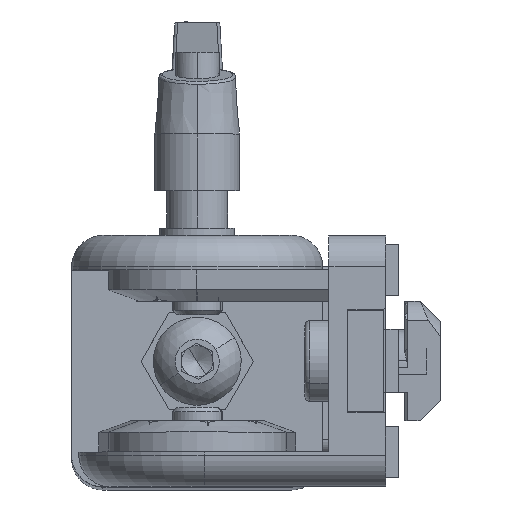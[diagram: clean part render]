
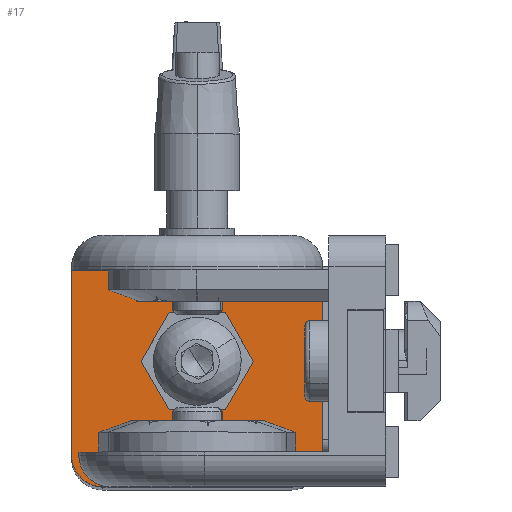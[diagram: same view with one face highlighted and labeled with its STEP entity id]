
A CAD part, top view. The second image highlights one B-rep face of the part: STEP entity #17.
In plain terms, the highlighted face is planar.
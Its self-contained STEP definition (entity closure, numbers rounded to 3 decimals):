
#17 = ADVANCED_FACE ( 'NONE', ( #25460, #11248, #1401 ), #6332, .F. ) ;
#179 = VERTEX_POINT ( 'NONE', #11957 ) ;
#326 = ORIENTED_EDGE ( 'NONE', *, *, #19427, .F. ) ;
#377 = VECTOR ( 'NONE', #29456, 1000. ) ;
#521 = VECTOR ( 'NONE', #12959, 1000. ) ;
#1131 = VERTEX_POINT ( 'NONE', #5371 ) ;
#1243 = CARTESIAN_POINT ( 'NONE',  ( -4.474, 9., -7.75 ) ) ;
#1307 = ORIENTED_EDGE ( 'NONE', *, *, #13650, .F. ) ;
#1401 = FACE_BOUND ( 'NONE', #20939, .T. ) ;
#1611 = EDGE_CURVE ( 'NONE', #18048, #16513, #6747, .T. ) ;
#1764 = EDGE_CURVE ( 'NONE', #23187, #27969, #29325, .T. ) ;
#1804 = VERTEX_POINT ( 'NONE', #25213 ) ;
#2021 = EDGE_CURVE ( 'NONE', #27969, #19730, #24072, .T. ) ;
#2403 = ORIENTED_EDGE ( 'NONE', *, *, #1764, .T. ) ;
#2475 = CARTESIAN_POINT ( 'NONE',  ( -15.65, 9., -14.5 ) ) ;
#3020 = ORIENTED_EDGE ( 'NONE', *, *, #30535, .F. ) ;
#3332 = VECTOR ( 'NONE', #29836, 1000. ) ;
#3601 = DIRECTION ( 'NONE',  ( 1., 0., 0. ) ) ;
#3947 = DIRECTION ( 'NONE',  ( 0., 0., -1. ) ) ;
#4207 = CARTESIAN_POINT ( 'NONE',  ( 4.474, 9., -7.75 ) ) ;
#4395 = ORIENTED_EDGE ( 'NONE', *, *, #26462, .T. ) ;
#4619 = AXIS2_PLACEMENT_3D ( 'NONE', #7949, #17622, #18083 ) ;
#5371 = CARTESIAN_POINT ( 'NONE',  ( 20., 9., 14.5 ) ) ;
#5438 = CARTESIAN_POINT ( 'NONE',  ( 20., 9., -15. ) ) ;
#5445 = VECTOR ( 'NONE', #20992, 1000. ) ;
#5852 = EDGE_LOOP ( 'NONE', ( #3020, #1307, #14642, #23611, #27538, #28224 ) ) ;
#5869 = VECTOR ( 'NONE', #24400, 1000. ) ;
#6332 = PLANE ( 'NONE',  #7008 ) ;
#6521 = EDGE_CURVE ( 'NONE', #1131, #12715, #10741, .T. ) ;
#6697 = EDGE_CURVE ( 'NONE', #10990, #24685, #12128, .T. ) ;
#6747 = LINE ( 'NONE', #4207, #29179 ) ;
#7008 = AXIS2_PLACEMENT_3D ( 'NONE', #8241, #15658, #3947 ) ;
#7104 = VECTOR ( 'NONE', #3601, 1000. ) ;
#7162 = CARTESIAN_POINT ( 'NONE',  ( -15.65, 9., -11.32 ) ) ;
#7296 = CARTESIAN_POINT ( 'NONE',  ( -10.637, 9., -9.5 ) ) ;
#7949 = CARTESIAN_POINT ( 'NONE',  ( -15., 9., -15. ) ) ;
#8137 = CARTESIAN_POINT ( 'NONE',  ( -8.949, 9., 0. ) ) ;
#8241 = CARTESIAN_POINT ( 'NONE',  ( 0., 9., 0. ) ) ;
#8374 = ORIENTED_EDGE ( 'NONE', *, *, #6521, .T. ) ;
#8390 = DIRECTION ( 'NONE',  ( -1., 0., 0. ) ) ;
#8728 = LINE ( 'NONE', #22931, #521 ) ;
#8871 = ORIENTED_EDGE ( 'NONE', *, *, #6697, .T. ) ;
#9281 = VERTEX_POINT ( 'NONE', #26057 ) ;
#9414 = DIRECTION ( 'NONE',  ( 0., 0., -1. ) ) ;
#9721 = LINE ( 'NONE', #29299, #5869 ) ;
#9910 = CARTESIAN_POINT ( 'NONE',  ( -20., 9., 20. ) ) ;
#10084 = VERTEX_POINT ( 'NONE', #31262 ) ;
#10124 = CARTESIAN_POINT ( 'NONE',  ( -4.474, 9., 7.75 ) ) ;
#10255 = VECTOR ( 'NONE', #18087, 1000. ) ;
#10490 = EDGE_CURVE ( 'NONE', #22098, #19344, #20753, .T. ) ;
#10741 = LINE ( 'NONE', #20208, #3332 ) ;
#10779 = ORIENTED_EDGE ( 'NONE', *, *, #18139, .F. ) ;
#10990 = VERTEX_POINT ( 'NONE', #19430 ) ;
#11118 = LINE ( 'NONE', #18538, #24249 ) ;
#11134 = VERTEX_POINT ( 'NONE', #25421 ) ;
#11248 = FACE_OUTER_BOUND ( 'NONE', #27392, .T. ) ;
#11957 = CARTESIAN_POINT ( 'NONE',  ( -15., 9., -20. ) ) ;
#12085 = CARTESIAN_POINT ( 'NONE',  ( 15., 9., -15. ) ) ;
#12128 = LINE ( 'NONE', #9910, #12941 ) ;
#12243 = DIRECTION ( 'NONE',  ( 0., 1., 0. ) ) ;
#12636 = ORIENTED_EDGE ( 'NONE', *, *, #29453, .T. ) ;
#12715 = VERTEX_POINT ( 'NONE', #5438 ) ;
#12941 = VECTOR ( 'NONE', #26514, 1000. ) ;
#12959 = DIRECTION ( 'NONE',  ( -1., 0., 0. ) ) ;
#13270 = DIRECTION ( 'NONE',  ( -1., 0., 0. ) ) ;
#13427 = LINE ( 'NONE', #18658, #15673 ) ;
#13650 = EDGE_CURVE ( 'NONE', #21986, #9281, #9721, .T. ) ;
#14642 = ORIENTED_EDGE ( 'NONE', *, *, #29426, .F. ) ;
#15029 = VECTOR ( 'NONE', #22357, 1000. ) ;
#15159 = CARTESIAN_POINT ( 'NONE',  ( 15.65, 9., -9.5 ) ) ;
#15166 = VERTEX_POINT ( 'NONE', #15823 ) ;
#15557 = ORIENTED_EDGE ( 'NONE', *, *, #16537, .F. ) ;
#15658 = DIRECTION ( 'NONE',  ( 0., -1., 0. ) ) ;
#15673 = VECTOR ( 'NONE', #13270, 1000. ) ;
#15823 = CARTESIAN_POINT ( 'NONE',  ( 15., 9., -20. ) ) ;
#16055 = VECTOR ( 'NONE', #27644, 1000. ) ;
#16513 = VERTEX_POINT ( 'NONE', #1243 ) ;
#16537 = EDGE_CURVE ( 'NONE', #1131, #24685, #13427, .T. ) ;
#17142 = CARTESIAN_POINT ( 'NONE',  ( -15.65, 9., -9.5 ) ) ;
#17622 = DIRECTION ( 'NONE',  ( 0., 1., 0. ) ) ;
#17626 = LINE ( 'NONE', #22184, #377 ) ;
#17880 = DIRECTION ( 'NONE',  ( -1., 0., 0. ) ) ;
#17926 = DIRECTION ( 'NONE',  ( -0.5, 0., -0.866 ) ) ;
#18048 = VERTEX_POINT ( 'NONE', #30192 ) ;
#18083 = DIRECTION ( 'NONE',  ( 0., 0., -1. ) ) ;
#18087 = DIRECTION ( 'NONE',  ( 0.5, 0., 0.866 ) ) ;
#18139 = EDGE_CURVE ( 'NONE', #1804, #19730, #8728, .T. ) ;
#18538 = CARTESIAN_POINT ( 'NONE',  ( 8.949, 9., 0. ) ) ;
#18658 = CARTESIAN_POINT ( 'NONE',  ( 0., 9., 14.5 ) ) ;
#19102 = ORIENTED_EDGE ( 'NONE', *, *, #25196, .T. ) ;
#19344 = VERTEX_POINT ( 'NONE', #10124 ) ;
#19427 = EDGE_CURVE ( 'NONE', #11134, #1804, #23050, .T. ) ;
#19430 = CARTESIAN_POINT ( 'NONE',  ( -20., 9., -15. ) ) ;
#19714 = VECTOR ( 'NONE', #17880, 1000. ) ;
#19730 = VERTEX_POINT ( 'NONE', #2475 ) ;
#20067 = CARTESIAN_POINT ( 'NONE',  ( 15.65, 9., -9.5 ) ) ;
#20208 = CARTESIAN_POINT ( 'NONE',  ( 20., 9., 20. ) ) ;
#20282 = CARTESIAN_POINT ( 'NONE',  ( -8.949, 9., 0. ) ) ;
#20753 = LINE ( 'NONE', #20282, #10255 ) ;
#20939 = EDGE_LOOP ( 'NONE', ( #326, #4395, #12636, #2403, #26655, #10779 ) ) ;
#20992 = DIRECTION ( 'NONE',  ( -0.5, 0., 0.866 ) ) ;
#21986 = VERTEX_POINT ( 'NONE', #24276 ) ;
#22098 = VERTEX_POINT ( 'NONE', #8137 ) ;
#22184 = CARTESIAN_POINT ( 'NONE',  ( -1.809, 9., -4.982 ) ) ;
#22357 = DIRECTION ( 'NONE',  ( -0.94, 0., -0.341 ) ) ;
#22627 = AXIS2_PLACEMENT_3D ( 'NONE', #12085, #12243, #9414 ) ;
#22668 = ORIENTED_EDGE ( 'NONE', *, *, #24149, .T. ) ;
#22760 = LINE ( 'NONE', #30014, #30926 ) ;
#22931 = CARTESIAN_POINT ( 'NONE',  ( 15.65, 9., -14.5 ) ) ;
#23048 = CARTESIAN_POINT ( 'NONE',  ( -4.474, 9., 7.75 ) ) ;
#23050 = LINE ( 'NONE', #15159, #16055 ) ;
#23187 = VERTEX_POINT ( 'NONE', #7296 ) ;
#23611 = ORIENTED_EDGE ( 'NONE', *, *, #10490, .F. ) ;
#24072 = LINE ( 'NONE', #17142, #28183 ) ;
#24149 = EDGE_CURVE ( 'NONE', #179, #10990, #29820, .T. ) ;
#24249 = VECTOR ( 'NONE', #17926, 1000. ) ;
#24276 = CARTESIAN_POINT ( 'NONE',  ( 4.474, 9., 7.75 ) ) ;
#24400 = DIRECTION ( 'NONE',  ( 0.5, 0., -0.866 ) ) ;
#24685 = VERTEX_POINT ( 'NONE', #28554 ) ;
#25196 = EDGE_CURVE ( 'NONE', #15166, #179, #22760, .T. ) ;
#25213 = CARTESIAN_POINT ( 'NONE',  ( 15.65, 9., -14.5 ) ) ;
#25284 = LINE ( 'NONE', #23048, #7104 ) ;
#25292 = LINE ( 'NONE', #20067, #19714 ) ;
#25421 = CARTESIAN_POINT ( 'NONE',  ( 15.65, 9., -11.32 ) ) ;
#25460 = FACE_BOUND ( 'NONE', #5852, .T. ) ;
#25572 = LINE ( 'NONE', #28556, #5445 ) ;
#25689 = EDGE_CURVE ( 'NONE', #16513, #22098, #25572, .T. ) ;
#25716 = DIRECTION ( 'NONE',  ( -1., 0., 0. ) ) ;
#26057 = CARTESIAN_POINT ( 'NONE',  ( 8.949, 9., 0. ) ) ;
#26337 = EDGE_CURVE ( 'NONE', #12715, #15166, #27666, .T. ) ;
#26462 = EDGE_CURVE ( 'NONE', #11134, #10084, #17626, .T. ) ;
#26514 = DIRECTION ( 'NONE',  ( 0., 0., 1. ) ) ;
#26597 = DIRECTION ( 'NONE',  ( 0., 0., -1. ) ) ;
#26655 = ORIENTED_EDGE ( 'NONE', *, *, #2021, .T. ) ;
#27392 = EDGE_LOOP ( 'NONE', ( #19102, #22668, #8871, #15557, #8374, #31253 ) ) ;
#27538 = ORIENTED_EDGE ( 'NONE', *, *, #25689, .F. ) ;
#27644 = DIRECTION ( 'NONE',  ( 0., 0., -1. ) ) ;
#27666 = CIRCLE ( 'NONE', #22627, 5. ) ;
#27969 = VERTEX_POINT ( 'NONE', #7162 ) ;
#28183 = VECTOR ( 'NONE', #26597, 1000. ) ;
#28224 = ORIENTED_EDGE ( 'NONE', *, *, #1611, .F. ) ;
#28554 = CARTESIAN_POINT ( 'NONE',  ( -20., 9., 14.5 ) ) ;
#28556 = CARTESIAN_POINT ( 'NONE',  ( -4.474, 9., -7.75 ) ) ;
#29179 = VECTOR ( 'NONE', #25716, 1000. ) ;
#29299 = CARTESIAN_POINT ( 'NONE',  ( 4.474, 9., 7.75 ) ) ;
#29325 = LINE ( 'NONE', #29474, #15029 ) ;
#29426 = EDGE_CURVE ( 'NONE', #19344, #21986, #25284, .T. ) ;
#29453 = EDGE_CURVE ( 'NONE', #10084, #23187, #25292, .T. ) ;
#29456 = DIRECTION ( 'NONE',  ( -0.94, 0., 0.341 ) ) ;
#29474 = CARTESIAN_POINT ( 'NONE',  ( 1.809, 9., -4.982 ) ) ;
#29820 = CIRCLE ( 'NONE', #4619, 5. ) ;
#29836 = DIRECTION ( 'NONE',  ( 0., 0., -1. ) ) ;
#30014 = CARTESIAN_POINT ( 'NONE',  ( -20., 9., -20. ) ) ;
#30192 = CARTESIAN_POINT ( 'NONE',  ( 4.474, 9., -7.75 ) ) ;
#30535 = EDGE_CURVE ( 'NONE', #9281, #18048, #11118, .T. ) ;
#30926 = VECTOR ( 'NONE', #8390, 1000. ) ;
#31253 = ORIENTED_EDGE ( 'NONE', *, *, #26337, .T. ) ;
#31262 = CARTESIAN_POINT ( 'NONE',  ( 10.637, 9., -9.5 ) ) ;
